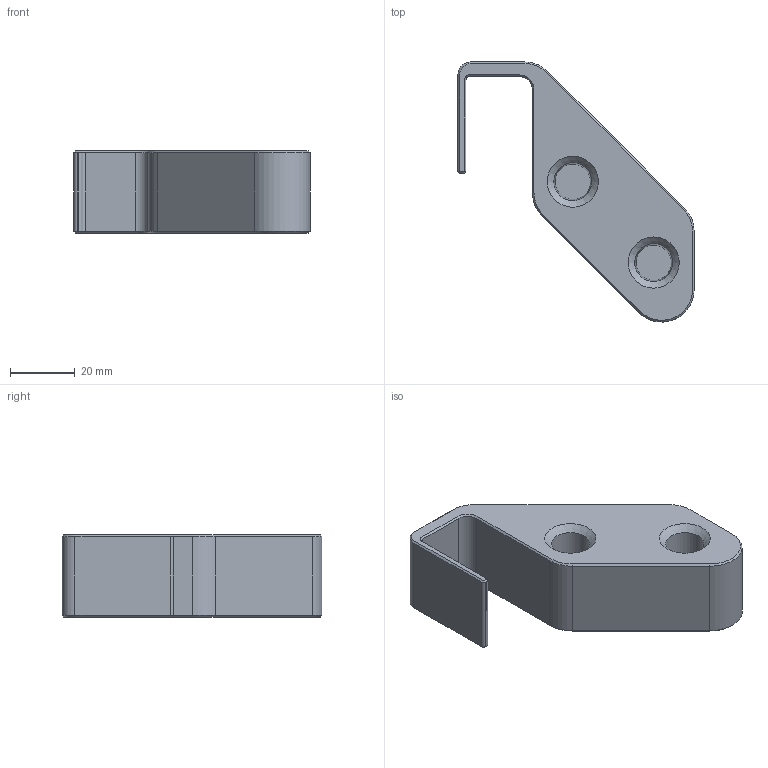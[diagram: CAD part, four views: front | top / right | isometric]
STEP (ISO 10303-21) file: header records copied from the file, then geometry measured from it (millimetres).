
FILE_DESCRIPTION(/* description */ ('','CAx-IF Rec.Pracs.---Representation and Presentation of Product Manufacturing Information (PMI)---4.0---2014-10-13'),/* implementation_level */ '2;1');
FILE_NAME(/* name */ 'Kitchen Towel Drying Rack v1.step',/* time_stamp */ '2025-01-05T22:03:43-08:00',/* author */ (''),/* organization */ (''),/* preprocessor_version */ 'ST-DEVELOPER v20',/* originating_system */ 'Autodesk Translation Framework v13.20.0.188',/* authorisation */ '');
FILE_SCHEMA (('AP242_MANAGED_MODEL_BASED_3D_ENGINEERING_MIM_LF { 1 0 10303 442 1 1 4 }'));
Length unit declared in the file: millimetre
Products named in the file (1): Kitchen Towel Drying Rack
Bounding box: 73 x 80.34 x 25.4 mm (x, y, z)
Volume: 55004.1 mm3; surface area: 13901.1 mm2
Topology: 1 solids, 1 shells, 64 faces, 140 edges, 80 vertices
Faces by surface type: plane 31, cone 22, cylinder 11
Full cylindrical faces by diameter (mm): 11.8 x2
Entity records: 1741 total; most frequent: DIRECTION 314, CARTESIAN_POINT 285, ORIENTED_EDGE 280, EDGE_CURVE 140, AXIS2_PLACEMENT_3D 109, LINE 96, VECTOR 96, VERTEX_POINT 80
